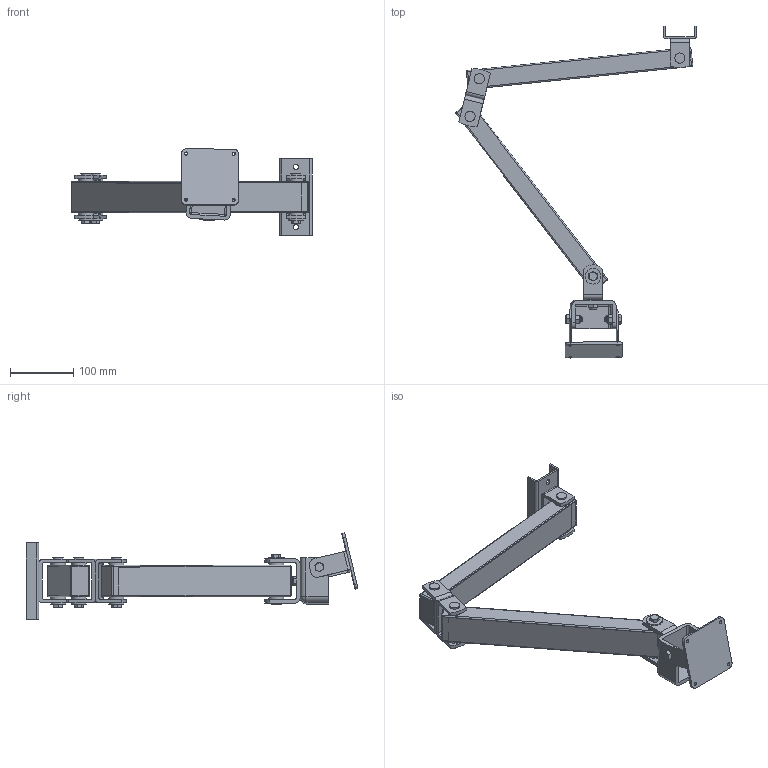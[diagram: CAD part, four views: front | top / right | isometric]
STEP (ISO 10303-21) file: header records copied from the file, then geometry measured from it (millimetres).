
FILE_DESCRIPTION(/* description */ ('Monitorträger TFT ohne Tastaturablage'),/* implementation_level */ '2;1');
FILE_NAME(/* name */ 'ZEI_CAD_320525-0-REV00_#SALL_#AIN_#V1.step',/* time_stamp */ '2022-10-10T07:08:48+02:00',/* author */ ('MiniTec'),/* organization */ ('MiniTec GmbH & Co.KG'),/* preprocessor_version */ 'ST-DEVELOPER v18.1',/* originating_system */ 'Autodesk Inventor 2021',/* authorisation */ '');
FILE_SCHEMA (('CONFIG_CONTROL_DESIGN'));
Length unit declared in the file: millimetre
Products named in the file (25): leer; leer_1; leer_2; leer_3; leer_4; leer_5; leer_6; leer_7; leer_8; leer_9; leer_10; leer_11; leer_12; leer_13; leer_14; leer_15; leer_16; leer_17; leer_18; leer_19; leer_20; leer_21; leer_22; leer_23; leer_24
Assembly tree (24 placements, depth 2):
  leer
    leer_1
    leer_2
    leer_3
    leer_4
    leer_5
    leer_6
    leer_7
    leer_8
    leer_9
    leer_10
    leer_11
    leer_12
    leer_13
    leer_14
    leer_15
    leer_16
    leer_17
    leer_18
    leer_19
    leer_20
    leer_21
    leer_22
    leer_23
    leer_24
Bounding box: 379.51 x 523.35 x 135.87 mm (x, y, z)
Volume: 519865.7 mm3; surface area: 367269 mm2
Topology: 24 solids, 24 shells, 784 faces, 1694 edges, 976 vertices
Faces by surface type: cone 377, plane 232, cylinder 149, sphere 20, torus 3, bspline 3
Full cylindrical faces by diameter (mm): 5 x4, 6.647 x3, 8 x3, 8.2 x2, 8.5 x4, 9 x19, 12 x6, 16 x4, 20 x2, 23.8 x4, 24 x7, 25 x1
Entity records: 21761 total; most frequent: CARTESIAN_POINT 3918, DIRECTION 3858, ORIENTED_EDGE 3342, EDGE_CURVE 1671, AXIS2_PLACEMENT_3D 1537, VERTEX_POINT 976, EDGE_LOOP 887, FACE_OUTER_BOUND 784
